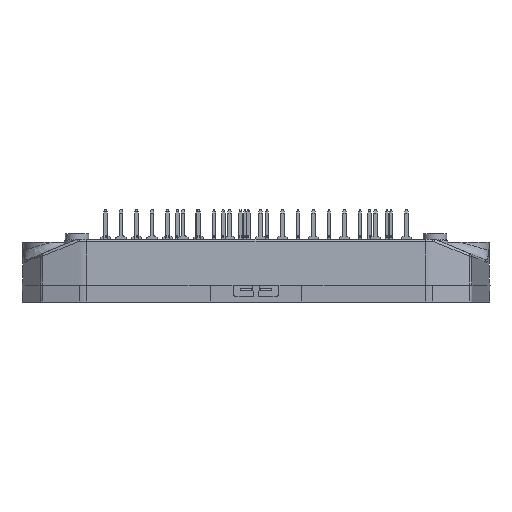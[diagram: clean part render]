
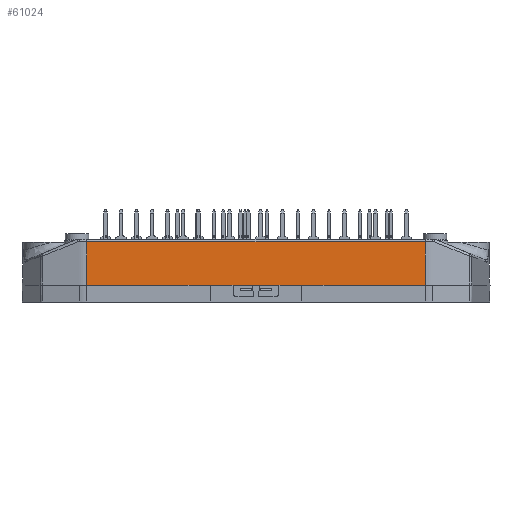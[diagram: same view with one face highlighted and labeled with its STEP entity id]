
A CAD part, front view. The second image highlights one B-rep face of the part: STEP entity #61024.
In plain terms, the highlighted planar face has unit normal (0, -1, 0.026).
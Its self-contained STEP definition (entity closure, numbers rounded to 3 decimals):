
#5328=ORIENTED_EDGE('',*,*,#18108,.F.);
#5329=ORIENTED_EDGE('',*,*,#18107,.T.);
#5330=ORIENTED_EDGE('',*,*,#18211,.F.);
#5331=ORIENTED_EDGE('',*,*,#18103,.F.);
#5332=ORIENTED_EDGE('',*,*,#18101,.T.);
#5333=ORIENTED_EDGE('',*,*,#18098,.T.);
#5334=ORIENTED_EDGE('',*,*,#18195,.T.);
#5335=ORIENTED_EDGE('',*,*,#18212,.F.);
#5336=ORIENTED_EDGE('',*,*,#18188,.T.);
#5337=ORIENTED_EDGE('',*,*,#18204,.F.);
#5338=ORIENTED_EDGE('',*,*,#18181,.F.);
#5339=ORIENTED_EDGE('',*,*,#18094,.F.);
#18094=EDGE_CURVE('',#24660,#24661,#29012,.T.);
#18098=EDGE_CURVE('',#24665,#24664,#29016,.T.);
#18101=EDGE_CURVE('',#24666,#24665,#29018,.T.);
#18103=EDGE_CURVE('',#24666,#24667,#29019,.F.);
#18107=EDGE_CURVE('',#24668,#24669,#29020,.F.);
#18108=EDGE_CURVE('',#24668,#24660,#29021,.T.);
#18181=EDGE_CURVE('',#24661,#24711,#29073,.T.);
#18188=EDGE_CURVE('',#24718,#24717,#29077,.T.);
#18195=EDGE_CURVE('',#24664,#24724,#29081,.T.);
#18204=EDGE_CURVE('',#24711,#24717,#29089,.T.);
#18211=EDGE_CURVE('',#24667,#24669,#29094,.T.);
#18212=EDGE_CURVE('',#24718,#24724,#29095,.T.);
#24660=VERTEX_POINT('',#83232);
#24661=VERTEX_POINT('',#83234);
#24664=VERTEX_POINT('',#83241);
#24665=VERTEX_POINT('',#83243);
#24666=VERTEX_POINT('',#83248);
#24667=VERTEX_POINT('',#83255);
#24668=VERTEX_POINT('',#83262);
#24669=VERTEX_POINT('',#83264);
#24711=VERTEX_POINT('',#83610);
#24717=VERTEX_POINT('',#83622);
#24718=VERTEX_POINT('',#83624);
#24724=VERTEX_POINT('',#83636);
#29012=LINE('',#83233,#33201);
#29016=LINE('',#83242,#33205);
#29018=LINE('',#83247,#33207);
#29019=LINE('',#83254,#33208);
#29020=LINE('',#83265,#33209);
#29021=LINE('',#83267,#33210);
#29073=LINE('',#83609,#33262);
#29077=LINE('',#83623,#33266);
#29081=LINE('',#83637,#33270);
#29089=LINE('',#83655,#33278);
#29094=LINE('',#83668,#33283);
#29095=LINE('',#83669,#33284);
#33201=VECTOR('',#68786,1000.);
#33205=VECTOR('',#68792,1000.);
#33207=VECTOR('',#68798,1000.);
#33208=VECTOR('',#68801,1000.);
#33209=VECTOR('',#68808,1000.);
#33210=VECTOR('',#68811,1000.);
#33262=VECTOR('',#68941,1000.);
#33266=VECTOR('',#68951,1000.);
#33270=VECTOR('',#68961,1000.);
#33278=VECTOR('',#68979,1000.);
#33283=VECTOR('',#68996,1000.);
#33284=VECTOR('',#68997,1000.);
#37345=EDGE_LOOP('',(#5328,#5329,#5330,#5331,#5332,#5333,#5334,#5335,#5336,
#5337,#5338,#5339));
#39962=FACE_BOUND('',#37345,.T.);
#42396=PLANE('',#63672);
#61024=ADVANCED_FACE('',(#39962),#42396,.T.);
#63672=AXIS2_PLACEMENT_3D('',#83667,#68994,#68995);
#68786=DIRECTION('',(-1.,0.,0.));
#68792=DIRECTION('',(1.,0.,0.));
#68798=DIRECTION('',(1.,0.,0.));
#68801=DIRECTION('',(-0.006,-0.026,-1.));
#68808=DIRECTION('',(0.006,-0.026,-1.));
#68811=DIRECTION('',(-1.,0.,0.));
#68941=DIRECTION('',(-1.,0.,0.));
#68951=DIRECTION('',(1.,0.,0.));
#68961=DIRECTION('',(1.,0.,0.));
#68979=DIRECTION('',(-1.,0.,0.));
#68994=DIRECTION('',(0.,-1.,0.026));
#68995=DIRECTION('',(0.,0.026,1.));
#68996=DIRECTION('',(1.,0.,0.));
#68997=DIRECTION('',(-1.,0.,0.));
#83232=CARTESIAN_POINT('',(29.513,-30.776,2.02));
#83233=CARTESIAN_POINT('',(17.961,-30.776,2.02));
#83234=CARTESIAN_POINT('',(8.,-30.776,2.02));
#83241=CARTESIAN_POINT('',(-8.,-30.776,2.02));
#83242=CARTESIAN_POINT('',(-17.961,-30.776,2.02));
#83243=CARTESIAN_POINT('',(-29.513,-30.776,2.02));
#83247=CARTESIAN_POINT('',(-17.961,-30.776,2.02));
#83248=CARTESIAN_POINT('',(-29.513,-30.776,2.02));
#83254=CARTESIAN_POINT('',(-29.512,-30.775,2.087));
#83255=CARTESIAN_POINT('',(-29.469,-30.58,9.533));
#83262=CARTESIAN_POINT('',(29.513,-30.776,2.02));
#83264=CARTESIAN_POINT('',(29.469,-30.58,9.533));
#83265=CARTESIAN_POINT('',(29.512,-30.775,2.087));
#83267=CARTESIAN_POINT('',(17.961,-30.776,2.02));
#83609=CARTESIAN_POINT('',(17.961,-30.776,2.02));
#83610=CARTESIAN_POINT('',(4.,-30.776,2.02));
#83622=CARTESIAN_POINT('',(0.827,-30.776,2.02));
#83623=CARTESIAN_POINT('',(-0.65,-30.776,2.02));
#83624=CARTESIAN_POINT('',(-0.827,-30.776,2.02));
#83636=CARTESIAN_POINT('',(-4.,-30.776,2.02));
#83637=CARTESIAN_POINT('',(-17.961,-30.776,2.02));
#83655=CARTESIAN_POINT('',(-17.961,-30.776,2.02));
#83667=CARTESIAN_POINT('',(17.961,-30.776,2.02));
#83668=CARTESIAN_POINT('',(27.533,-30.58,9.533));
#83669=CARTESIAN_POINT('',(-17.961,-30.776,2.02));
